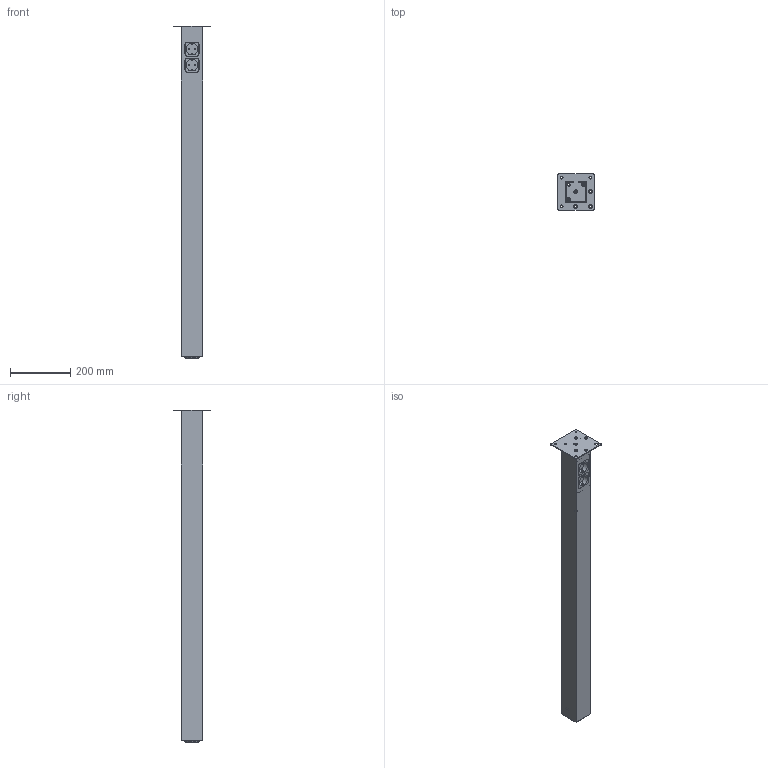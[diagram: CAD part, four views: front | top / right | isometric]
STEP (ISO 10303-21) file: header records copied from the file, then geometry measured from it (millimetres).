
FILE_DESCRIPTION(('STEP AP214'),'1');
FILE_NAME('Connero 2 H100.STP','2025-12-19T09:07:09',(' '),(' '),'Spatial InterOp 3D',' ',' ');
FILE_SCHEMA(('AUTOMOTIVE_DESIGN { 1 0 10303 214 1 1 1 1 }'));
Length unit declared in the file: millimetre
Products named in the file (1): Gewindeplatte
Bounding box: 120 x 120 x 1100 mm (x, y, z)
Volume: 861346 mm3; surface area: 692790.4 mm2
Topology: 19 solids, 19 shells, 508 faces, 1288 edges, 816 vertices
Faces by surface type: plane 235, cylinder 171, cone 70, torus 32
Entity records: 16756 total; most frequent: CARTESIAN_POINT 3375, DIRECTION 2772, ORIENTED_EDGE 2560, EDGE_CURVE 1280, AXIS2_PLACEMENT_3D 1061, VERTEX_POINT 816, LINE 650, VECTOR 650
